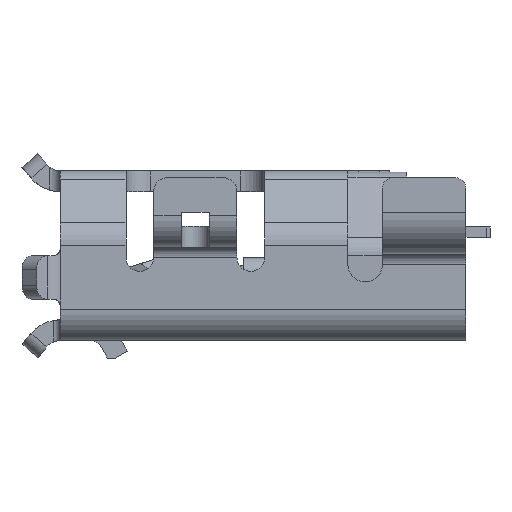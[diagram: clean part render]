
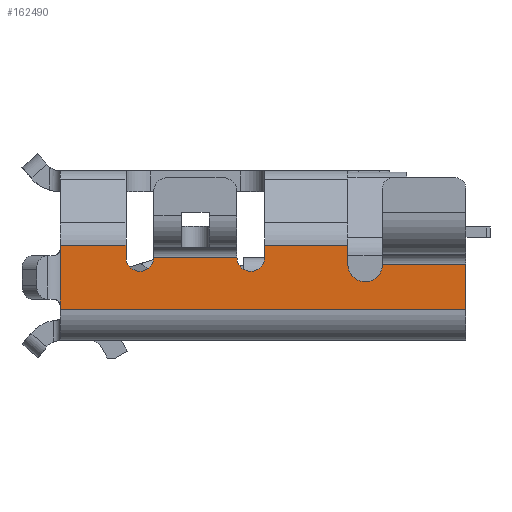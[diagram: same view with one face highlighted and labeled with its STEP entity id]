
A CAD part, left-side view. The second image highlights one B-rep face of the part: STEP entity #162490.
In plain terms, the highlighted planar face has unit normal (-1, 0, 0).
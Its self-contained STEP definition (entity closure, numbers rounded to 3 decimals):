
#111290=CARTESIAN_POINT('',(-3.75,4.3,-0.015))
;
#111300=VERTEX_POINT('',#111290);
#111330=CARTESIAN_POINT('',(-3.75,4.3,-0.015))
;
#111340=DIRECTION('',(0.,-0.,1.));
#111350=VECTOR('',#111340,0.174);
#111360=LINE('',#111330,#111350);
#111370=CARTESIAN_POINT('',(-3.75,4.3,0.159));
#111380=VERTEX_POINT('',#111370);
#111390=EDGE_CURVE('',#111300,#111380,#111360,.T.);
#112110=CARTESIAN_POINT('',(-3.75,5.25,
0.109));
#112120=VERTEX_POINT('',#112110);
#112560=CARTESIAN_POINT('',(-3.75,5.25,
0.109));
#112570=DIRECTION('',(0.,0.,-1.));
#112580=VECTOR('',#112570,0.824);
#112590=LINE('',#112560,#112580);
#112600=CARTESIAN_POINT('',(-3.75,5.25,
-0.715));
#112610=VERTEX_POINT('',#112600);
#112620=EDGE_CURVE('',#112120,#112610,#112590,.T.);
#113160=CARTESIAN_POINT('',(-3.75,0.6,-0.115));
#113170=VERTEX_POINT('',#113160);
#113330=CARTESIAN_POINT('',(-3.75,-0.6,-0.115))
;
#113340=VERTEX_POINT('',#113330);
#113370=CARTESIAN_POINT('',(-3.75,0.6,-0.115));
#113380=DIRECTION('',(0.,-1.,0.));
#113390=VECTOR('',#113380,1.2);
#113400=LINE('',#113370,#113390);
#113410=EDGE_CURVE('',#113170,#113340,#113400,.T.);
#116160=CARTESIAN_POINT('',(-3.75,-0.6,-0.765))
;
#116170=VERTEX_POINT('',#116160);
#116260=CARTESIAN_POINT('',(-3.75,5.25,-0.765));
#116270=VERTEX_POINT('',#116260);
#116300=CARTESIAN_POINT('',(-3.75,-0.6,-0.765))
;
#116310=DIRECTION('',(0.,-1.,0.));
#116320=VECTOR('',#116310,1.);
#116330=LINE('',#116300,#116320);
#116340=EDGE_CURVE('',#116270,#116170,#116330,.T.);
#128290=CARTESIAN_POINT('',(-3.75,-0.6,-0.765))
;
#128300=DIRECTION('',(0.,-0.,1.));
#128310=VECTOR('',#128300,0.65);
#128320=LINE('',#128290,#128310);
#128330=EDGE_CURVE('',#116170,#113340,#128320,.T.);
#152310=CARTESIAN_POINT('',(-3.75,5.25,
-0.715));
#152320=DIRECTION('',(0.,0.,
-1.));
#152330=VECTOR('',#152320,0.05);
#152340=LINE('',#152310,#152330);
#152350=EDGE_CURVE('',#112610,#116270,#152340,.T.);
#158010=CARTESIAN_POINT('',(-3.75,1.1,0.159));
#158020=VERTEX_POINT('',#158010);
#158920=CARTESIAN_POINT('',(-3.75,1.1,-0.115));
#158930=VERTEX_POINT('',#158920);
#158960=CARTESIAN_POINT('',(-3.75,1.1,0.159));
#158970=DIRECTION('',(0.,0.,-1.));
#158980=VECTOR('',#158970,0.274);
#158990=LINE('',#158960,#158980);
#159000=EDGE_CURVE('',#158020,#158930,#158990,.T.);
#159670=CARTESIAN_POINT('',(-3.75,5.25,0.159));
#159680=VERTEX_POINT('',#159670);
#159710=CARTESIAN_POINT('',(-3.75,5.25,0.159));
#159720=DIRECTION('',(0.,0.,
-1.));
#159730=VECTOR('',#159720,0.05);
#159740=LINE('',#159710,#159730);
#159750=EDGE_CURVE('',#159680,#112120,#159740,.T.);
#161810=CARTESIAN_POINT('',(-3.75,5.25,-1.215));
#161820=DIRECTION('',(1.,-0.,-0.));
#161830=DIRECTION('',(0.,1.,-0.));
#161840=AXIS2_PLACEMENT_3D('',#161810,#161820,#161830);
#161850=PLANE('',#161840);
#161860=ORIENTED_EDGE('',*,*,#159750,.T.);
#161870=CARTESIAN_POINT('',(-3.75,5.25,0.159));
#161880=DIRECTION('',(0.,-1.,0.));
#161890=VECTOR('',#161880,0.95);
#161900=LINE('',#161870,#161890);
#161910=EDGE_CURVE('',#159680,#111380,#161900,.T.);
#161920=ORIENTED_EDGE('',*,*,#161910,.F.);
#161930=ORIENTED_EDGE('',*,*,#111390,.T.);
#161940=CARTESIAN_POINT('',(-3.75,4.1,-0.015))
;
#161950=DIRECTION('',(-1.,0.,0.));
#161960=DIRECTION('',(0.,1.,-0.));
#161970=AXIS2_PLACEMENT_3D('',#161940,#161950,#161960);
#161980=CIRCLE('',#161970,0.2);
#161990=CARTESIAN_POINT('',(-3.75,3.9,-0.015))
;
#162000=VERTEX_POINT('',#161990);
#162010=EDGE_CURVE('',#111300,#162000,#161980,.T.);
#162020=ORIENTED_EDGE('',*,*,#162010,.F.);
#162030=CARTESIAN_POINT('',(-3.75,3.9,-0.015))
;
#162040=DIRECTION('',(0.,-1.,0.));
#162050=VECTOR('',#162040,1.2);
#162060=LINE('',#162030,#162050);
#162070=CARTESIAN_POINT('',(-3.75,2.7,-0.015))
;
#162080=VERTEX_POINT('',#162070);
#162090=EDGE_CURVE('',#162000,#162080,#162060,.T.);
#162100=ORIENTED_EDGE('',*,*,#162090,.F.);
#162110=CARTESIAN_POINT('',(-3.75,2.5,-0.015))
;
#162120=DIRECTION('',(-1.,0.,0.));
#162130=DIRECTION('',(0.,1.,-0.));
#162140=AXIS2_PLACEMENT_3D('',#162110,#162120,#162130);
#162150=CIRCLE('',#162140,0.2);
#162160=CARTESIAN_POINT('',(-3.75,2.3,-0.015))
;
#162170=VERTEX_POINT('',#162160);
#162180=EDGE_CURVE('',#162080,#162170,#162150,.T.);
#162190=ORIENTED_EDGE('',*,*,#162180,.F.);
#162200=CARTESIAN_POINT('',(-3.75,2.3,0.159));
#162210=DIRECTION('',(0.,0.,-1.));
#162220=VECTOR('',#162210,0.174);
#162230=LINE('',#162200,#162220);
#162240=CARTESIAN_POINT('',(-3.75,2.3,0.159));
#162250=VERTEX_POINT('',#162240);
#162260=EDGE_CURVE('',#162250,#162170,#162230,.T.);
#162270=ORIENTED_EDGE('',*,*,#162260,.T.);
#162280=CARTESIAN_POINT('',(-3.75,2.3,0.159));
#162290=DIRECTION('',(0.,-1.,0.));
#162300=VECTOR('',#162290,1.2);
#162310=LINE('',#162280,#162300);
#162320=EDGE_CURVE('',#162250,#158020,#162310,.T.);
#162330=ORIENTED_EDGE('',*,*,#162320,.F.);
#162340=ORIENTED_EDGE('',*,*,#159000,.F.);
#162350=CARTESIAN_POINT('',(-3.75,0.85,-0.115));
#162360=DIRECTION('',(-1.,0.,0.));
#162370=DIRECTION('',(0.,1.,-0.));
#162380=AXIS2_PLACEMENT_3D('',#162350,#162360,#162370);
#162390=CIRCLE('',#162380,0.25);
#162400=EDGE_CURVE('',#158930,#113170,#162390,.T.);
#162410=ORIENTED_EDGE('',*,*,#162400,.F.);
#162420=ORIENTED_EDGE('',*,*,#113410,.F.);
#162430=ORIENTED_EDGE('',*,*,#128330,.T.);
#162440=ORIENTED_EDGE('',*,*,#116340,.T.);
#162450=ORIENTED_EDGE('',*,*,#152350,.T.);
#162460=ORIENTED_EDGE('',*,*,#112620,.T.);
#162470=EDGE_LOOP('',(#162460,#162450,#162440,#162430,#162420,#162410,
#162340,#162330,#162270,#162190,#162100,#162020,#161930,#161920,#161860)
);
#162480=FACE_OUTER_BOUND('',#162470,.T.);
#162490=ADVANCED_FACE('',(#162480),#161850,.F.);
